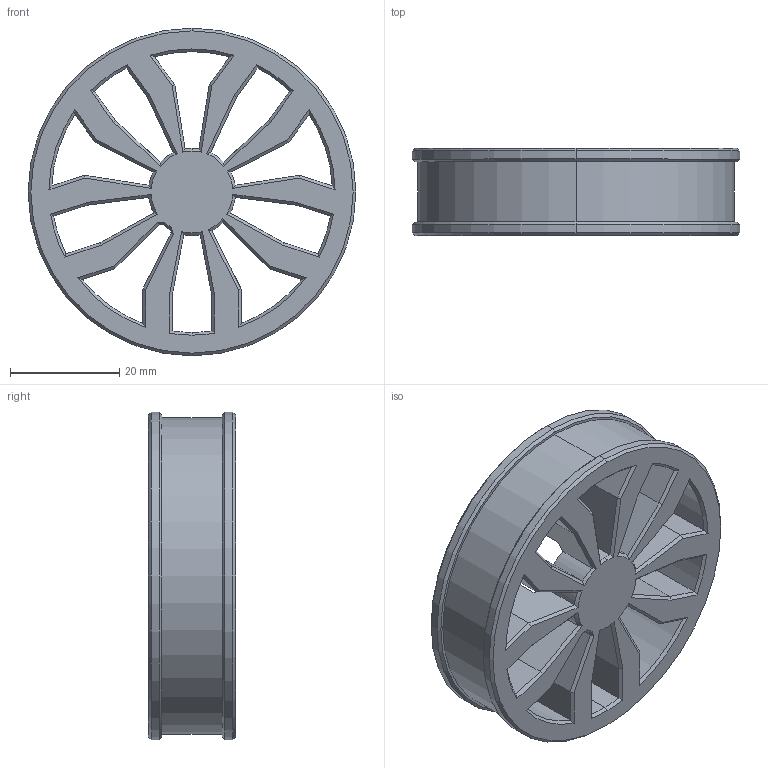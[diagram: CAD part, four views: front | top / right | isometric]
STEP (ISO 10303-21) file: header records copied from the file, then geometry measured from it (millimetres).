
FILE_DESCRIPTION (( 'STEP AP214' ), '1' );
FILE_NAME ('front wheel (print 2).STEP', '2024-08-30T07:30:56', ( '' ), ( '' ), 'SwSTEP 2.0', 'SolidWorks 2023', '' );
FILE_SCHEMA (( 'AUTOMOTIVE_DESIGN' ));
Length unit declared in the file: millimetre
Products named in the file (1): front wheel (print 2)
Bounding box: 60 x 16 x 60 mm (x, y, z)
Volume: 23414.2 mm3; surface area: 13764.4 mm2
Topology: 1 solids, 1 shells, 208 faces, 528 edges, 315 vertices
Faces by surface type: plane 129, cone 41, cylinder 38
Entity records: 6224 total; most frequent: CARTESIAN_POINT 1286, ORIENTED_EDGE 1056, DIRECTION 987, EDGE_CURVE 528, LINE 331, VECTOR 331, AXIS2_PLACEMENT_3D 328, VERTEX_POINT 315
